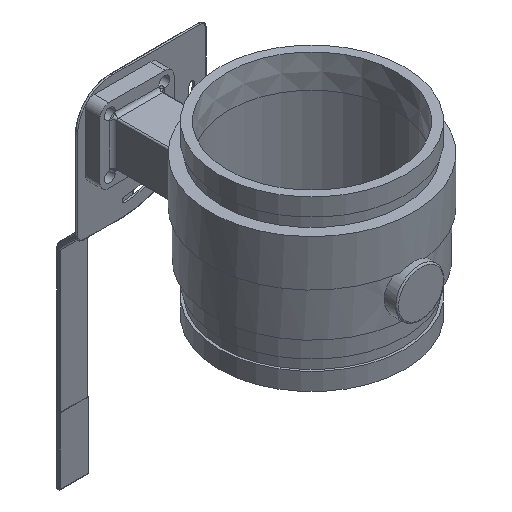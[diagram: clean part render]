
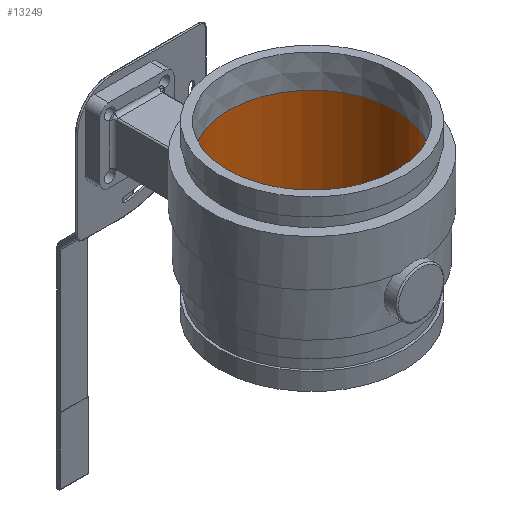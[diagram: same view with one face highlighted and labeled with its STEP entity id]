
A CAD part, isometric view. The second image highlights one B-rep face of the part: STEP entity #13249.
In plain terms, the highlighted cylindrical face has radius 75.438 mm (diameter 150.876 mm), a full revolution.
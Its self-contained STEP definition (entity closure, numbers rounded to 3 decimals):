
#332 = AXIS2_PLACEMENT_3D ( 'NONE', #5931, #8675, #17471 ) ;
#1138 = AXIS2_PLACEMENT_3D ( 'NONE', #4675, #5894, #14848 ) ;
#2957 = CARTESIAN_POINT ( 'NONE',  ( 75.438, 0., 56.388 ) ) ;
#3327 = CARTESIAN_POINT ( 'NONE',  ( 0., 0., -14.097 ) ) ;
#3453 = DIRECTION ( 'NONE',  ( 0., 0., -1. ) ) ;
#4185 = EDGE_LOOP ( 'NONE', ( #6686 ) ) ;
#4215 = CIRCLE ( 'NONE', #332, 75.438 ) ;
#4675 = CARTESIAN_POINT ( 'NONE',  ( 0., 0., 56.388 ) ) ;
#5894 = DIRECTION ( 'NONE',  ( 0., 0., -1. ) ) ;
#5913 = CARTESIAN_POINT ( 'NONE',  ( 75.438, 0., -37.592 ) ) ;
#5931 = CARTESIAN_POINT ( 'NONE',  ( 0., 0., -37.592 ) ) ;
#6251 = EDGE_LOOP ( 'NONE', ( #15960 ) ) ;
#6426 = DIRECTION ( 'NONE',  ( 0., 1., 0. ) ) ;
#6686 = ORIENTED_EDGE ( 'NONE', *, *, #9993, .F. ) ;
#8675 = DIRECTION ( 'NONE',  ( 0., 0., -1. ) ) ;
#9392 = AXIS2_PLACEMENT_3D ( 'NONE', #3327, #3453, #6426 ) ;
#9993 = EDGE_CURVE ( 'NONE', #15989, #15989, #13904, .T. ) ;
#13249 = ADVANCED_FACE ( 'NONE', ( #16234, #13712 ), #17163, .F. ) ;
#13712 = FACE_OUTER_BOUND ( 'NONE', #6251, .T. ) ;
#13904 = CIRCLE ( 'NONE', #1138, 75.438 ) ;
#14848 = DIRECTION ( 'NONE',  ( 1., 0., 0. ) ) ;
#15960 = ORIENTED_EDGE ( 'NONE', *, *, #18296, .T. ) ;
#15989 = VERTEX_POINT ( 'NONE', #2957 ) ;
#16234 = FACE_OUTER_BOUND ( 'NONE', #4185, .T. ) ;
#17145 = VERTEX_POINT ( 'NONE', #5913 ) ;
#17163 = CYLINDRICAL_SURFACE ( 'NONE', #9392, 75.438 ) ;
#17471 = DIRECTION ( 'NONE',  ( 1., 0., 0. ) ) ;
#18296 = EDGE_CURVE ( 'NONE', #17145, #17145, #4215, .T. ) ;
